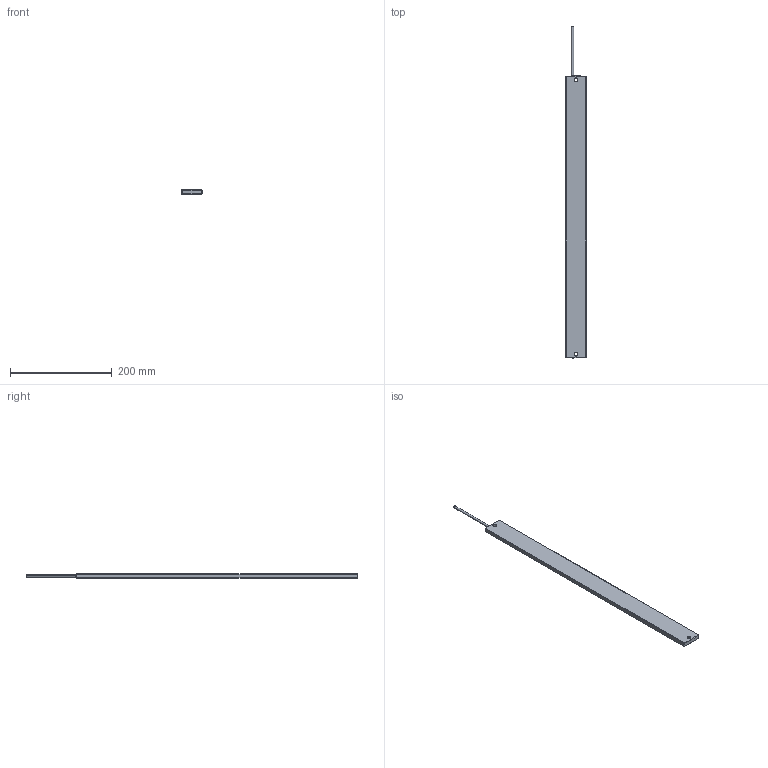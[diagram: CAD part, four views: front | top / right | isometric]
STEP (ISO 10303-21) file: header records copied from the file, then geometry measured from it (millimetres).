
FILE_DESCRIPTION(('CATIA V5 STEP Exchange','CAx-IF Rec.Pracs.--- Model Styling and Organization---1.4--- 2014-01-23'),'2;1');
FILE_NAME ('1356983-1_0', '2023-06-21T06:59:22+00:00', ('none'), ('Weidmueller'), 'CATIA Version 5-6 Release 2016 SP3 HF44', 'CATIA V5 STEP AP214', 'none');
FILE_SCHEMA(('AUTOMOTIVE_DESIGN { 1 0 10303 214 1 1 1 1 }'));
Length unit declared in the file: millimetre
Products named in the file (1): 2820290000
Bounding box: 40 x 652.89 x 8 mm (x, y, z)
Volume: 178270.3 mm3; surface area: 54962.6 mm2
Topology: 2 solids, 2 shells, 47 faces, 100 edges, 50 vertices
Faces by surface type: cylinder 18, torus 12, sphere 8, plane 7, bspline 2
Entity records: 1261 total; most frequent: CARTESIAN_POINT 324, ORIENTED_EDGE 184, DIRECTION 164, AXIS2_PLACEMENT_3D 100, EDGE_CURVE 92, CIRCLE 58, EDGE_LOOP 52, VERTEX_POINT 50
